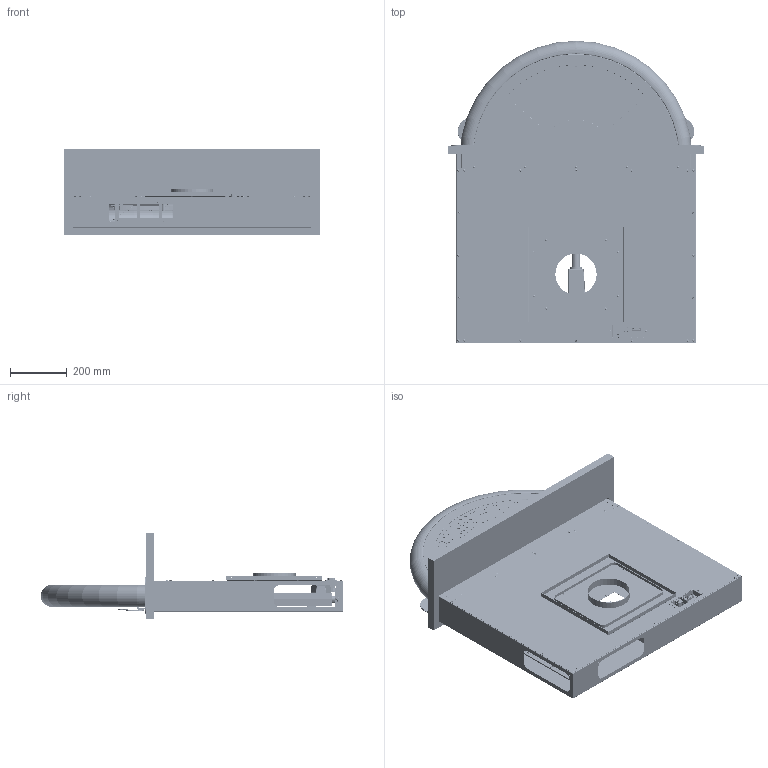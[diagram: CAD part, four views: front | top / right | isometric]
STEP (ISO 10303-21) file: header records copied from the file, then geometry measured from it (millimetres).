
FILE_DESCRIPTION (( 'STEP AP214' ), '1' );
FILE_NAME ('_Sdd13_2016-12-19.STEP', '2017-05-29T11:54:32', ( 'sirius' ), ( '' ), 'SwSTEP 2.0', 'SolidWorks 2016', '' );
FILE_SCHEMA (( 'AUTOMOTIVE_DESIGN' ));
Length unit declared in the file: millimetre
Products named in the file (1): _Sdd13_2016-12-19
Bounding box: 900 x 1066.6 x 300 mm (x, y, z)
Volume: 11226487.1 mm3; surface area: 7252124.1 mm2
Topology: 164 solids, 164 shells, 9040 faces, 23210 edges, 14691 vertices
Faces by surface type: plane 3910, cylinder 3680, cone 612, bspline 453, torus 238, sphere 147
Entity records: 425818 total; most frequent: CARTESIAN_POINT 103880, ORIENTED_EDGE 46340, DIRECTION 45623, EDGE_CURVE 23170, AXIS2_PLACEMENT_3D 16697, VERTEX_POINT 14691, VECTOR 12229, LINE 12229
